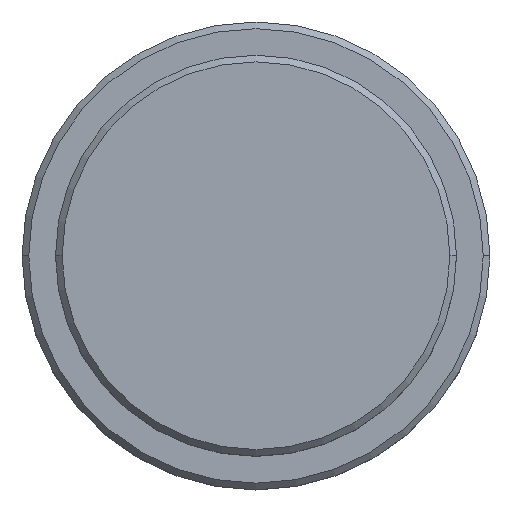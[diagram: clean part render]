
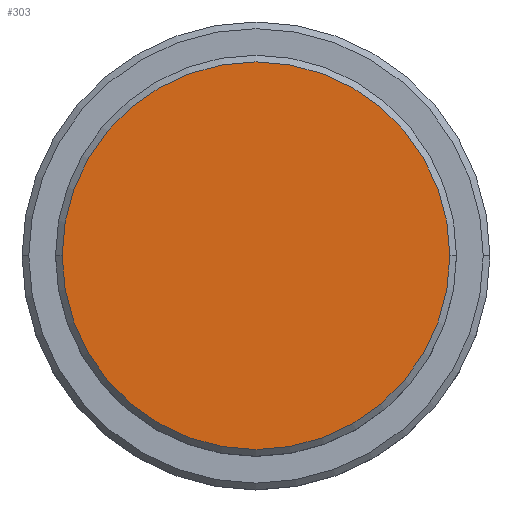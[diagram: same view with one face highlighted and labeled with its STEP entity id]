
A CAD part, top view. The second image highlights one B-rep face of the part: STEP entity #303.
In plain terms, the highlighted planar face has unit normal (0, 0, 1).
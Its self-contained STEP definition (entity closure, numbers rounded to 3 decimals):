
#39 = DIRECTION ( 'NONE',  ( 0., 0., 1. ) ) ;
#82 = ORIENTED_EDGE ( 'NONE', *, *, #955, .T. ) ;
#301 = CARTESIAN_POINT ( 'NONE',  ( 0., 0., 0. ) ) ;
#303 = ADVANCED_FACE ( 'NONE', ( #1177 ), #668, .T. ) ;
#398 = DIRECTION ( 'NONE',  ( 0., 0., 1. ) ) ;
#573 = DIRECTION ( 'NONE',  ( 1., 0., 0. ) ) ;
#584 = EDGE_CURVE ( 'NONE', #887, #1374, #1069, .T. ) ;
#642 = ORIENTED_EDGE ( 'NONE', *, *, #584, .T. ) ;
#668 = PLANE ( 'NONE',  #1025 ) ;
#725 = DIRECTION ( 'NONE',  ( 1., 0., 0. ) ) ;
#802 = CARTESIAN_POINT ( 'NONE',  ( 0., 0., 0. ) ) ;
#808 = DIRECTION ( 'NONE',  ( 1., 0., 0. ) ) ;
#840 = CARTESIAN_POINT ( 'NONE',  ( 14.5, 0., 0. ) ) ;
#852 = EDGE_LOOP ( 'NONE', ( #642, #82 ) ) ;
#868 = DIRECTION ( 'NONE',  ( 0., 0., 1. ) ) ;
#879 = AXIS2_PLACEMENT_3D ( 'NONE', #934, #398, #725 ) ;
#887 = VERTEX_POINT ( 'NONE', #1010 ) ;
#934 = CARTESIAN_POINT ( 'NONE',  ( 0., 0., 0. ) ) ;
#955 = EDGE_CURVE ( 'NONE', #1374, #887, #1191, .T. ) ;
#1010 = CARTESIAN_POINT ( 'NONE',  ( -14.5, 0., 0. ) ) ;
#1025 = AXIS2_PLACEMENT_3D ( 'NONE', #301, #868, #573 ) ;
#1069 = CIRCLE ( 'NONE', #1280, 14.5 ) ;
#1177 = FACE_OUTER_BOUND ( 'NONE', #852, .T. ) ;
#1191 = CIRCLE ( 'NONE', #879, 14.5 ) ;
#1280 = AXIS2_PLACEMENT_3D ( 'NONE', #802, #39, #808 ) ;
#1374 = VERTEX_POINT ( 'NONE', #840 ) ;
